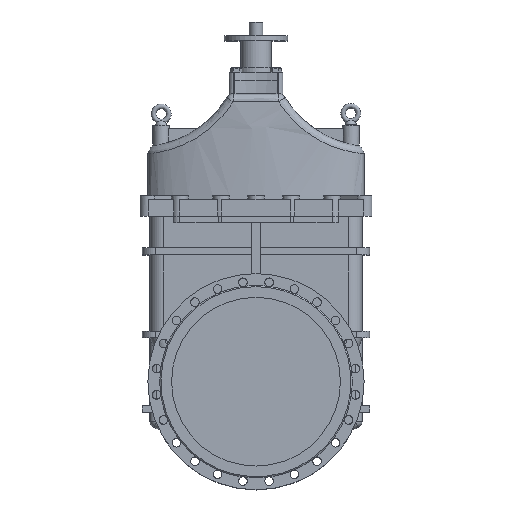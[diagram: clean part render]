
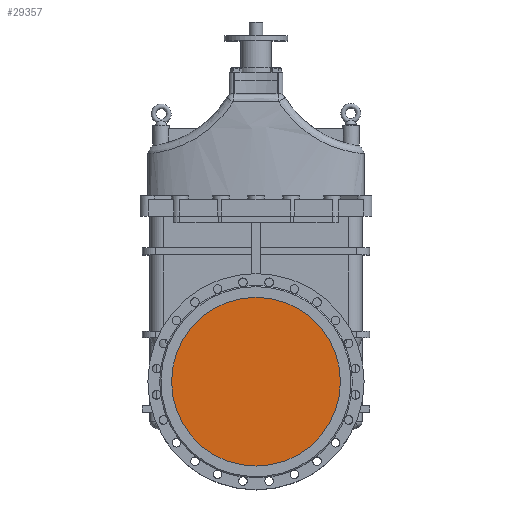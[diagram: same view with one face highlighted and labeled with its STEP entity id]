
A CAD part, top view. The second image highlights one B-rep face of the part: STEP entity #29357.
In plain terms, the highlighted planar face has unit normal (0, 0, 1).
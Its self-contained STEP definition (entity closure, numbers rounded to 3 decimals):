
#29357=ADVANCED_FACE('',(#62406),#62408,.F.);
#62406=FACE_BOUND('',#62407,.T.);
#62407=EDGE_LOOP('',(#100645));
#62408=PLANE('',#62409);
#62409=AXIS2_PLACEMENT_3D('',#62410,#62411,#62412);
#62410=CARTESIAN_POINT('',(-14418.186,1447.931,5456.63));
#62411=DIRECTION('',(0.,0.,-1.));
#62412=DIRECTION('',(1.,0.,0.));
#100645=ORIENTED_EDGE('',*,*,#116925,.F.);
#116925=EDGE_CURVE('',#136547,#136547,#136548,.T.);
#136547=VERTEX_POINT('',#180373);
#136548=CIRCLE('',#180374,427.995);
#180373=CARTESIAN_POINT('',(-13968.2,1460.133,5456.63));
#180374=AXIS2_PLACEMENT_3D('',#180375,#180376,#180377);
#180375=CARTESIAN_POINT('',(-14360.311,1631.681,5456.63));
#180376=DIRECTION('',(0.,0.,-1.));
#180377=DIRECTION('',(0.,1.,0.));
